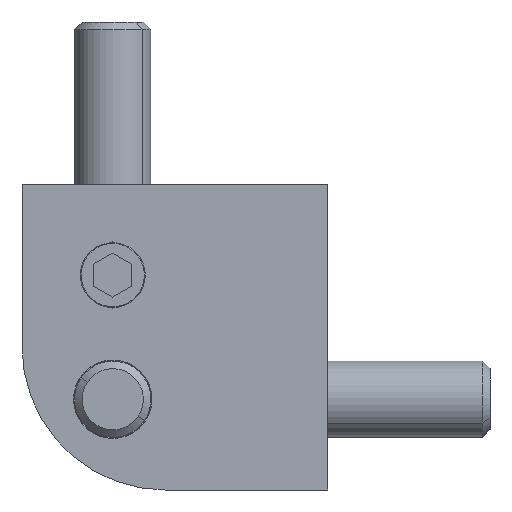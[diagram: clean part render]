
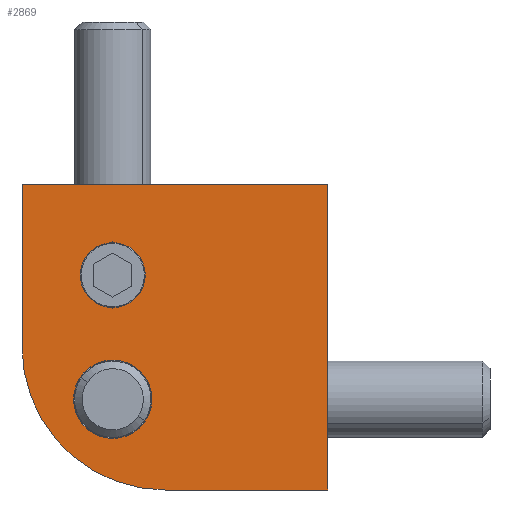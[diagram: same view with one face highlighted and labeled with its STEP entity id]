
A CAD part, front view. The second image highlights one B-rep face of the part: STEP entity #2869.
In plain terms, the highlighted planar face has unit normal (0, -1, 0).
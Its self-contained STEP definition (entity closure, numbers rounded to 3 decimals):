
#113 = EDGE_LOOP ( 'NONE', ( #2945, #2944, #2943, #2942, #2941 ) ) ;
#320 = CARTESIAN_POINT ( 'NONE',  ( 9.5, 0., -26.6 ) ) ;
#324 = CARTESIAN_POINT ( 'NONE',  ( 9.5, 0., -18.4 ) ) ;
#328 = CARTESIAN_POINT ( 'NONE',  ( 9.5, 0., -12.9 ) ) ;
#331 = CARTESIAN_POINT ( 'NONE',  ( 9.5, 0., -6.1 ) ) ;
#363 = VERTEX_POINT ( 'NONE', #320 ) ;
#364 = VERTEX_POINT ( 'NONE', #324 ) ;
#368 = VERTEX_POINT ( 'NONE', #328 ) ;
#371 = VERTEX_POINT ( 'NONE', #331 ) ;
#403 = VERTEX_POINT ( 'NONE', #2964 ) ;
#494 = EDGE_LOOP ( 'NONE', ( #2949, #2948 ) ) ;
#497 = VERTEX_POINT ( 'NONE', #3036 ) ;
#518 = VERTEX_POINT ( 'NONE', #3039 ) ;
#527 = VERTEX_POINT ( 'NONE', #3037 ) ;
#547 = VERTEX_POINT ( 'NONE', #3705 ) ;
#839 = CARTESIAN_POINT ( 'NONE',  ( 9.5, 0., -22.5 ) ) ;
#840 = DIRECTION ( 'NONE',  ( 0., -1., 0. ) ) ;
#841 = DIRECTION ( 'NONE',  ( 0., 0., -1. ) ) ;
#1170 = AXIS2_PLACEMENT_3D ( 'NONE', #3652, #3646, #3656 ) ;
#1196 = AXIS2_PLACEMENT_3D ( 'NONE', #1403, #1404, #1405 ) ;
#1197 = AXIS2_PLACEMENT_3D ( 'NONE', #1406, #1407, #1408 ) ;
#1198 = AXIS2_PLACEMENT_3D ( 'NONE', #1409, #1410, #1411 ) ;
#1366 = DIRECTION ( 'NONE',  ( 1., 0., 0. ) ) ;
#1372 = CARTESIAN_POINT ( 'NONE',  ( 0., 0., 0. ) ) ;
#1391 = CARTESIAN_POINT ( 'NONE',  ( 32., 0., 0. ) ) ;
#1392 = DIRECTION ( 'NONE',  ( 0., 0., -1. ) ) ;
#1397 = CARTESIAN_POINT ( 'NONE',  ( 0., 0., -32. ) ) ;
#1398 = DIRECTION ( 'NONE',  ( -1., 0., 0. ) ) ;
#1403 = CARTESIAN_POINT ( 'NONE',  ( 9.5, 0., -9.5 ) ) ;
#1404 = DIRECTION ( 'NONE',  ( 0., -1., 0. ) ) ;
#1405 = DIRECTION ( 'NONE',  ( 0., 0., -1. ) ) ;
#1406 = CARTESIAN_POINT ( 'NONE',  ( 9.5, 0., -22.5 ) ) ;
#1407 = DIRECTION ( 'NONE',  ( 0., -1., 0. ) ) ;
#1408 = DIRECTION ( 'NONE',  ( 0., 0., -1. ) ) ;
#1409 = CARTESIAN_POINT ( 'NONE',  ( 15., 0., -17. ) ) ;
#1410 = DIRECTION ( 'NONE',  ( 0., -1., 0. ) ) ;
#1411 = DIRECTION ( 'NONE',  ( 0., 0., -1. ) ) ;
#2136 = FACE_BOUND ( 'NONE', #3812, .T. ) ;
#2138 = FACE_OUTER_BOUND ( 'NONE', #113, .T. ) ;
#2139 = FACE_BOUND ( 'NONE', #494, .T. ) ;
#2180 = LINE ( 'NONE', #3345, #2205 ) ;
#2205 = VECTOR ( 'NONE', #3346, 1000. ) ;
#2301 = CIRCLE ( 'NONE', #3274, 4.1 ) ;
#2306 = CIRCLE ( 'NONE', #3275, 3.4 ) ;
#2459 = CARTESIAN_POINT ( 'NONE',  ( 9.5, 0., -9.5 ) ) ;
#2460 = DIRECTION ( 'NONE',  ( 0., -1., 0. ) ) ;
#2461 = DIRECTION ( 'NONE',  ( 0., 0., -1. ) ) ;
#2622 = CIRCLE ( 'NONE', #1198, 15. ) ;
#2624 = CIRCLE ( 'NONE', #1197, 4.1 ) ;
#2625 = CIRCLE ( 'NONE', #1196, 3.4 ) ;
#2628 = VECTOR ( 'NONE', #1398, 1000. ) ;
#2631 = LINE ( 'NONE', #1397, #2628 ) ;
#2632 = VECTOR ( 'NONE', #1392, 1000. ) ;
#2657 = VECTOR ( 'NONE', #1366, 1000. ) ;
#2659 = LINE ( 'NONE', #1391, #2632 ) ;
#2661 = LINE ( 'NONE', #1372, #2657 ) ;
#2747 = EDGE_CURVE ( 'NONE', #371, #368, #2306, .T. ) ;
#2755 = EDGE_CURVE ( 'NONE', #364, #363, #2301, .T. ) ;
#2775 = EDGE_CURVE ( 'NONE', #518, #403, #2180, .T. ) ;
#2869 = ADVANCED_FACE ( 'NONE', ( #2139, #2136, #2138 ), #3654, .T. ) ;
#2941 = ORIENTED_EDGE ( 'NONE', *, *, #3044, .F. ) ;
#2942 = ORIENTED_EDGE ( 'NONE', *, *, #3051, .F. ) ;
#2943 = ORIENTED_EDGE ( 'NONE', *, *, #3054, .F. ) ;
#2944 = ORIENTED_EDGE ( 'NONE', *, *, #3059, .T. ) ;
#2945 = ORIENTED_EDGE ( 'NONE', *, *, #2775, .F. ) ;
#2946 = ORIENTED_EDGE ( 'NONE', *, *, #2755, .F. ) ;
#2947 = ORIENTED_EDGE ( 'NONE', *, *, #3058, .F. ) ;
#2948 = ORIENTED_EDGE ( 'NONE', *, *, #2747, .F. ) ;
#2949 = ORIENTED_EDGE ( 'NONE', *, *, #3057, .F. ) ;
#2964 = CARTESIAN_POINT ( 'NONE',  ( 0., 0., 0. ) ) ;
#3036 = CARTESIAN_POINT ( 'NONE',  ( 32., 0., 0. ) ) ;
#3037 = CARTESIAN_POINT ( 'NONE',  ( 15., 0., -32. ) ) ;
#3039 = CARTESIAN_POINT ( 'NONE',  ( 0., 0., -17. ) ) ;
#3044 = EDGE_CURVE ( 'NONE', #403, #497, #2661, .T. ) ;
#3051 = EDGE_CURVE ( 'NONE', #497, #547, #2659, .T. ) ;
#3054 = EDGE_CURVE ( 'NONE', #547, #527, #2631, .T. ) ;
#3057 = EDGE_CURVE ( 'NONE', #368, #371, #2625, .T. ) ;
#3058 = EDGE_CURVE ( 'NONE', #363, #364, #2624, .T. ) ;
#3059 = EDGE_CURVE ( 'NONE', #518, #527, #2622, .T. ) ;
#3274 = AXIS2_PLACEMENT_3D ( 'NONE', #839, #840, #841 ) ;
#3275 = AXIS2_PLACEMENT_3D ( 'NONE', #2459, #2460, #2461 ) ;
#3345 = CARTESIAN_POINT ( 'NONE',  ( 0., 0., 0. ) ) ;
#3346 = DIRECTION ( 'NONE',  ( 0., 0., 1. ) ) ;
#3646 = DIRECTION ( 'NONE',  ( 0., -1., 0. ) ) ;
#3652 = CARTESIAN_POINT ( 'NONE',  ( 0., 0., -32. ) ) ;
#3654 = PLANE ( 'NONE',  #1170 ) ;
#3656 = DIRECTION ( 'NONE',  ( 0., 0., -1. ) ) ;
#3705 = CARTESIAN_POINT ( 'NONE',  ( 32., 0., -32. ) ) ;
#3812 = EDGE_LOOP ( 'NONE', ( #2947, #2946 ) ) ;
